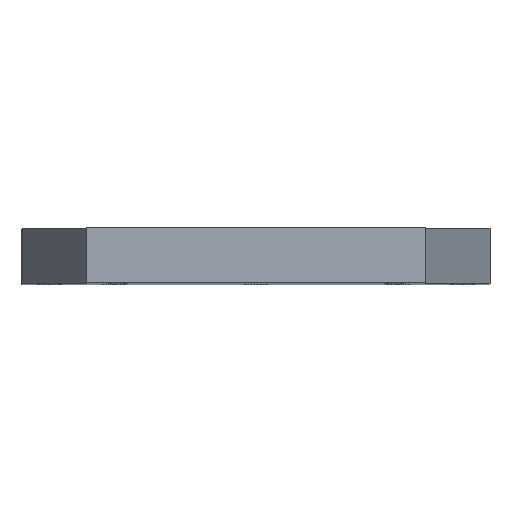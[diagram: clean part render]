
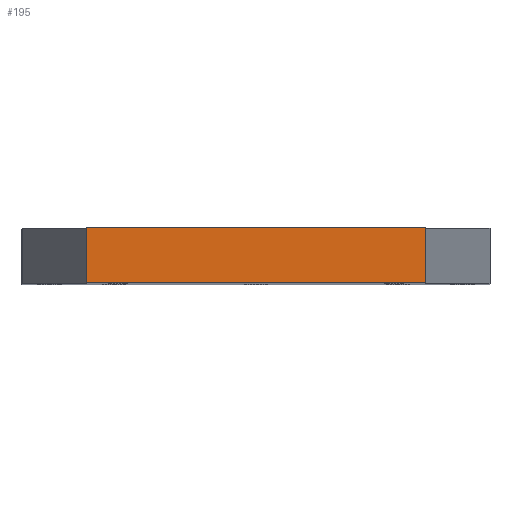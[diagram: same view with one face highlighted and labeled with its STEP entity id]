
A CAD part, top view. The second image highlights one B-rep face of the part: STEP entity #195.
In plain terms, the highlighted planar face has unit normal (0, 0, 1).
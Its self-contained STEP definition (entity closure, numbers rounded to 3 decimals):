
#1 = VERTEX_POINT ( 'NONE', #97 ) ;
#82 = EDGE_CURVE ( 'NONE', #1, #185, #319, .T. ) ;
#97 = CARTESIAN_POINT ( 'NONE',  ( 17.5, 15., 161.311 ) ) ;
#138 = EDGE_LOOP ( 'NONE', ( #864, #142, #555, #408 ) ) ;
#142 = ORIENTED_EDGE ( 'NONE', *, *, #882, .F. ) ;
#153 = DIRECTION ( 'NONE',  ( -1., 0., 0. ) ) ;
#171 = LINE ( 'NONE', #637, #873 ) ;
#185 = VERTEX_POINT ( 'NONE', #1212 ) ;
#195 = ADVANCED_FACE ( 'NONE', ( #1022 ), #1222, .F. ) ;
#207 = CARTESIAN_POINT ( 'NONE',  ( 0., 15., 161.311 ) ) ;
#217 = EDGE_CURVE ( 'NONE', #1, #1202, #374, .T. ) ;
#289 = CARTESIAN_POINT ( 'NONE',  ( 17.5, 15., 161.311 ) ) ;
#319 = LINE ( 'NONE', #207, #350 ) ;
#350 = VECTOR ( 'NONE', #581, 1000. ) ;
#362 = EDGE_CURVE ( 'NONE', #1202, #438, #171, .T. ) ;
#374 = LINE ( 'NONE', #289, #626 ) ;
#408 = ORIENTED_EDGE ( 'NONE', *, *, #217, .T. ) ;
#424 = DIRECTION ( 'NONE',  ( 0., 0., -1. ) ) ;
#426 = AXIS2_PLACEMENT_3D ( 'NONE', #1011, #424, #153 ) ;
#438 = VERTEX_POINT ( 'NONE', #1095 ) ;
#456 = DIRECTION ( 'NONE',  ( 1., 0., 0. ) ) ;
#465 = CARTESIAN_POINT ( 'NONE',  ( 17.5, 0., 161.311 ) ) ;
#555 = ORIENTED_EDGE ( 'NONE', *, *, #82, .F. ) ;
#581 = DIRECTION ( 'NONE',  ( 1., 0., 0. ) ) ;
#626 = VECTOR ( 'NONE', #944, 1000. ) ;
#637 = CARTESIAN_POINT ( 'NONE',  ( 0., 0., 161.311 ) ) ;
#736 = DIRECTION ( 'NONE',  ( 0., -1., 0. ) ) ;
#746 = LINE ( 'NONE', #1026, #1004 ) ;
#864 = ORIENTED_EDGE ( 'NONE', *, *, #362, .T. ) ;
#873 = VECTOR ( 'NONE', #456, 1000. ) ;
#882 = EDGE_CURVE ( 'NONE', #185, #438, #746, .T. ) ;
#944 = DIRECTION ( 'NONE',  ( 0., -1., 0. ) ) ;
#1004 = VECTOR ( 'NONE', #736, 1000. ) ;
#1011 = CARTESIAN_POINT ( 'NONE',  ( 0., 15., 161.311 ) ) ;
#1022 = FACE_OUTER_BOUND ( 'NONE', #138, .T. ) ;
#1026 = CARTESIAN_POINT ( 'NONE',  ( 109.5, 15., 161.311 ) ) ;
#1095 = CARTESIAN_POINT ( 'NONE',  ( 109.5, 0., 161.311 ) ) ;
#1202 = VERTEX_POINT ( 'NONE', #465 ) ;
#1212 = CARTESIAN_POINT ( 'NONE',  ( 109.5, 15., 161.311 ) ) ;
#1222 = PLANE ( 'NONE',  #426 ) ;
